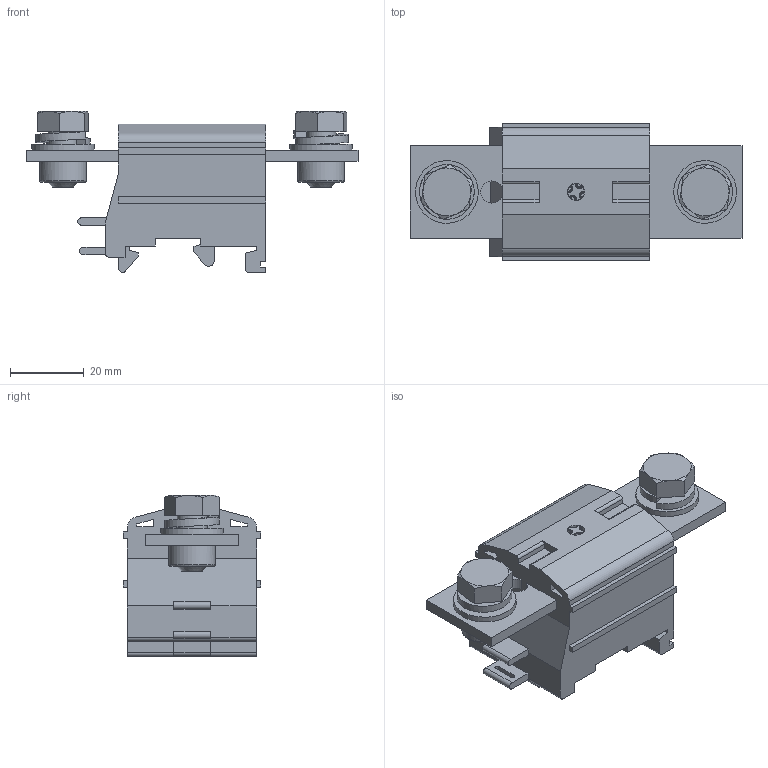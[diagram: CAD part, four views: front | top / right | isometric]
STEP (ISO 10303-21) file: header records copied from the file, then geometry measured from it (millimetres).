
FILE_DESCRIPTION(/* description */ ('Unknown'),/* implementation_level */ '2;1');
FILE_NAME(/* name */ 'DPBB70CN_3D_SOLID',/* time_stamp */ '2025-02-15T13:54:12+05:00',/* author */ ('Unknown'),/* organization */ ('Unknown'),/* preprocessor_version */ 'ST-DEVELOPER v16.7',/* originating_system */ 'Solid Edge',/* authorisation */ 'Unknown');
FILE_SCHEMA (('AUTOMOTIVE_DESIGN {1 0 10303 214 3 1 1}'));
Length unit declared in the file: millimetre
Products named in the file (1): DPBB70CN_3D_SOLID
Bounding box: 90 x 37.2 x 43.7 mm (x, y, z)
Volume: 55632.3 mm3; surface area: 16627.3 mm2
Topology: 1 solids, 2 shells, 273 faces, 723 edges, 460 vertices
Faces by surface type: plane 143, cylinder 54, cone 26, bspline 22, torus 20, sphere 8
Full cylindrical faces by diameter (mm): 4.7 x2, 8 x8, 8.8 x2, 9 x2, 10.4 x2, 10.5 x2, 12.7 x2, 14.8 x2, 17 x2
Entity records: 10339 total; most frequent: CARTESIAN_POINT 2039, ORIENTED_EDGE 1324, DIRECTION 1264, EDGE_CURVE 662, AXIS2_PLACEMENT_3D 440, VERTEX_POINT 439, LINE 384, VECTOR 384
